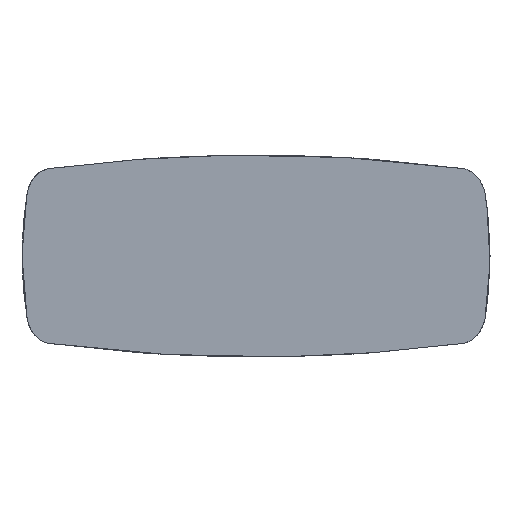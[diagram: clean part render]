
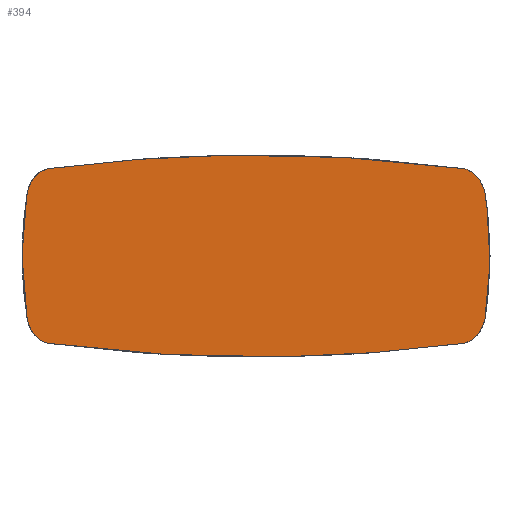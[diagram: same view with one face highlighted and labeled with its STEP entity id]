
A CAD part, top view. The second image highlights one B-rep face of the part: STEP entity #394.
In plain terms, the highlighted free-form (B-spline) face has degree [1, 1] with [2, 2] control points.
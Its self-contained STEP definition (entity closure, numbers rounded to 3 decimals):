
#394=ADVANCED_FACE('',(#499),#1594,.T.);
#499=FACE_OUTER_BOUND('',#604,.T.);
#604=EDGE_LOOP('',(#762,#763,#764,#765,#766));
#762=ORIENTED_EDGE('',*,*,#1202,.T.);
#763=ORIENTED_EDGE('',*,*,#1206,.T.);
#764=ORIENTED_EDGE('',*,*,#1205,.T.);
#765=ORIENTED_EDGE('',*,*,#1204,.T.);
#766=ORIENTED_EDGE('',*,*,#1203,.T.);
#1202=EDGE_CURVE('',#1442,#1446,#1695,.T.);
#1203=EDGE_CURVE('',#1443,#1442,#1696,.T.);
#1204=EDGE_CURVE('',#1444,#1443,#1697,.T.);
#1205=EDGE_CURVE('',#1445,#1444,#1698,.T.);
#1206=EDGE_CURVE('',#1446,#1445,#1699,.T.);
#1442=VERTEX_POINT('',#3570);
#1443=VERTEX_POINT('',#3571);
#1444=VERTEX_POINT('',#3572);
#1445=VERTEX_POINT('',#3573);
#1446=VERTEX_POINT('',#3574);
#1594=B_SPLINE_SURFACE_WITH_KNOTS('',1,1,((#3566,#3567),(#3568,#3569)),
 .UNSPECIFIED.,.F.,.F.,.F.,(2,2),(2,2),(-2728.139,85.336),
(-258.659,841.679),.UNSPECIFIED.);
#1695=(
BOUNDED_CURVE()
B_SPLINE_CURVE(2,(#3575,#3576,#3577,#3578,#3579),.UNSPECIFIED.,.F.,.F.)
B_SPLINE_CURVE_WITH_KNOTS((3,2,3),(3538.268,4125.021,4311.002),
 .UNSPECIFIED.)
CURVE()
GEOMETRIC_REPRESENTATION_ITEM()
RATIONAL_B_SPLINE_CURVE((1.,0.981,1.,0.814,1.))
REPRESENTATION_ITEM('')
);
#1696=(
BOUNDED_CURVE()
B_SPLINE_CURVE(2,(#3580,#3581,#3582),.UNSPECIFIED.,.F.,.F.)
B_SPLINE_CURVE_WITH_KNOTS((3,3),(10056.861,10242.841),
 .UNSPECIFIED.)
CURVE()
GEOMETRIC_REPRESENTATION_ITEM()
RATIONAL_B_SPLINE_CURVE((1.,0.814,1.))
REPRESENTATION_ITEM('')
);
#1697=(
BOUNDED_CURVE()
B_SPLINE_CURVE(2,(#3583,#3584,#3585),.UNSPECIFIED.,.F.,.F.)
B_SPLINE_CURVE_WITH_KNOTS((3,3),(7663.289,10056.861),
 .UNSPECIFIED.)
CURVE()
GEOMETRIC_REPRESENTATION_ITEM()
RATIONAL_B_SPLINE_CURVE((1.,0.994,1.))
REPRESENTATION_ITEM('')
);
#1698=(
BOUNDED_CURVE()
B_SPLINE_CURVE(2,(#3586,#3587,#3588,#3589,#3590,#3591,#3592),
 .UNSPECIFIED.,.F.,.F.)
B_SPLINE_CURVE_WITH_KNOTS((3,2,2,3),(6704.574,6890.555,
7477.308,7663.289),.UNSPECIFIED.)
CURVE()
GEOMETRIC_REPRESENTATION_ITEM()
RATIONAL_B_SPLINE_CURVE((1.,0.814,1.,0.981,1.,0.814,
1.))
REPRESENTATION_ITEM('')
);
#1699=(
BOUNDED_CURVE()
B_SPLINE_CURVE(2,(#3593,#3594,#3595),.UNSPECIFIED.,.F.,.F.)
B_SPLINE_CURVE_WITH_KNOTS((3,3),(4311.002,6704.574),
 .UNSPECIFIED.)
CURVE()
GEOMETRIC_REPRESENTATION_ITEM()
RATIONAL_B_SPLINE_CURVE((1.,0.994,1.))
REPRESENTATION_ITEM('')
);
#3566=CARTESIAN_POINT('',(299442.914,57628.606,735.488));
#3567=CARTESIAN_POINT('',(299442.918,58728.944,735.488));
#3568=CARTESIAN_POINT('',(301735.374,57628.617,735.488));
#3569=CARTESIAN_POINT('',(301735.378,58728.955,735.488));
#3570=CARTESIAN_POINT('',(301665.841,57887.276,735.488));
#3571=CARTESIAN_POINT('',(301562.44,57767.798,735.488));
#3572=CARTESIAN_POINT('',(299615.848,57767.789,735.488));
#3573=CARTESIAN_POINT('',(299615.851,58589.763,735.488));
#3574=CARTESIAN_POINT('',(301562.444,58589.773,735.488));
#3575=CARTESIAN_POINT('',(301665.841,57887.276,735.488));
#3576=CARTESIAN_POINT('',(301712.901,58178.786,735.488));
#3577=CARTESIAN_POINT('',(301665.844,58470.296,735.488));
#3578=CARTESIAN_POINT('',(301648.889,58575.326,735.488));
#3579=CARTESIAN_POINT('',(301562.444,58589.773,735.488));
#3580=CARTESIAN_POINT('',(301562.44,57767.798,735.488));
#3581=CARTESIAN_POINT('',(301648.886,57782.246,735.488));
#3582=CARTESIAN_POINT('',(301665.841,57887.276,735.488));
#3583=CARTESIAN_POINT('',(299615.848,57767.789,735.488));
#3584=CARTESIAN_POINT('',(300589.144,57639.399,735.488));
#3585=CARTESIAN_POINT('',(301562.44,57767.798,735.488));
#3586=CARTESIAN_POINT('',(299615.851,58589.763,735.488));
#3587=CARTESIAN_POINT('',(299529.406,58575.316,735.488));
#3588=CARTESIAN_POINT('',(299512.45,58470.286,735.488));
#3589=CARTESIAN_POINT('',(299465.391,58178.775,735.488));
#3590=CARTESIAN_POINT('',(299512.448,57887.266,735.488));
#3591=CARTESIAN_POINT('',(299529.402,57782.235,735.488));
#3592=CARTESIAN_POINT('',(299615.848,57767.789,735.488));
#3593=CARTESIAN_POINT('',(301562.444,58589.773,735.488));
#3594=CARTESIAN_POINT('',(300589.148,58718.162,735.488));
#3595=CARTESIAN_POINT('',(299615.851,58589.763,735.488));
